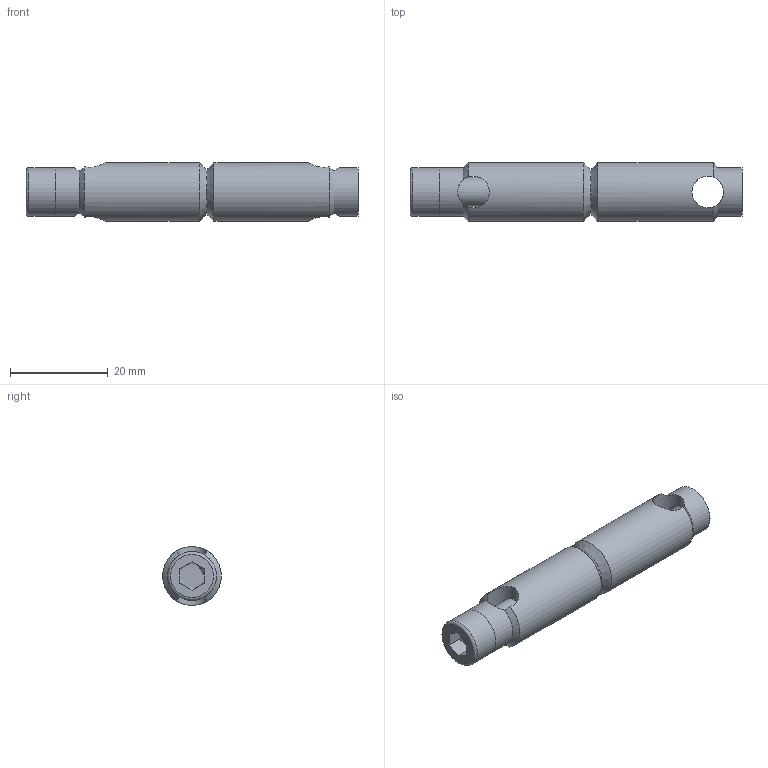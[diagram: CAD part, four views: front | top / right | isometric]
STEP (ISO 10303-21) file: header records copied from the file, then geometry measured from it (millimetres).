
FILE_DESCRIPTION(/* description */ ('KriTec Automatik-Stoßverbindungssatz 8, VA rostfrei'),/* implementation_level */ '2;1');
FILE_NAME(/* name */ '13210_KriTec_Automatik-Stossverbindungssatz_8_VA_rostfrei.stp',/* time_stamp */ '2019-09-03T13:54:26+02:00',/* author */ ('jendrek'),/* organization */ (''),/* preprocessor_version */ 'ST-DEVELOPER v17',/* originating_system */ 'Autodesk Inventor 2018',/* authorisation */ '');
FILE_SCHEMA (('AUTOMOTIVE_DESIGN { 1 0 10303 214 3 1 1 }'));
Length unit declared in the file: millimetre
Products named in the file (4): 13210; Schneidschraube mit Durchgangsbohrung; Schneidschraube mit Gewindebohrung; ISO 4762 - M6 x 50
Assembly tree (3 placements, depth 2):
  13210
    Schneidschraube mit Durchgangsbohrung
    Schneidschraube mit Gewindebohrung
    ISO 4762 - M6 x 50
Bounding box: 68 x 12 x 12 mm (x, y, z)
Volume: 6197 mm3; surface area: 4988.6 mm2
Topology: 3 solids, 3 shells, 63 faces, 180 edges, 121 vertices
Faces by surface type: plane 40, cylinder 13, cone 8, torus 2
Full cylindrical faces by diameter (mm): 4.917 x2, 6 x1, 6.1 x1, 6.5 x2, 7.5 x2, 10 x3, 12 x2
Entity records: 2524 total; most frequent: CARTESIAN_POINT 711, ORIENTED_EDGE 358, DIRECTION 339, EDGE_CURVE 179, AXIS2_PLACEMENT_3D 126, VERTEX_POINT 121, LINE 87, VECTOR 87
